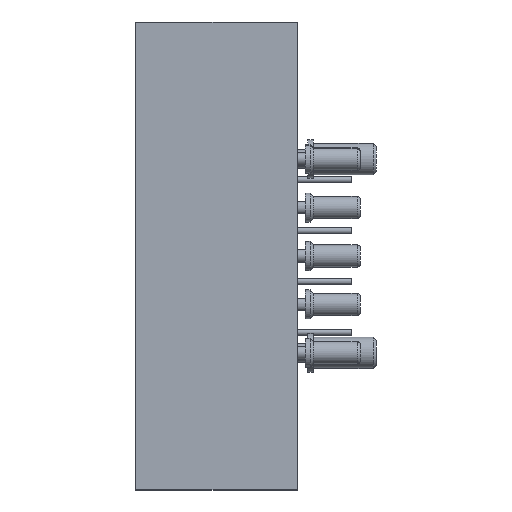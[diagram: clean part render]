
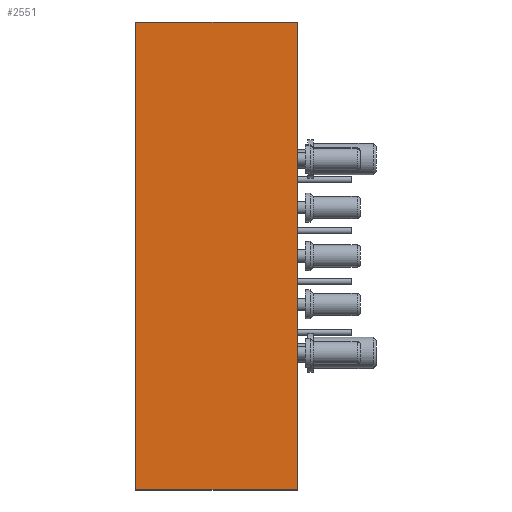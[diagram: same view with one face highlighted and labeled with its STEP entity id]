
A CAD part, left-side view. The second image highlights one B-rep face of the part: STEP entity #2551.
In plain terms, the highlighted planar face has unit normal (-1, 0, 0).
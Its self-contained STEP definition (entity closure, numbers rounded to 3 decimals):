
#59 = DIRECTION ( 'NONE',  ( 0., 0., 1. ) ) ;
#73 = CARTESIAN_POINT ( 'NONE',  ( -29.2, 12.7, -18.4 ) ) ;
#103 = CARTESIAN_POINT ( 'NONE',  ( -29.2, 0., 18.4 ) ) ;
#163 = VECTOR ( 'NONE', #2616, 1000. ) ;
#347 = CARTESIAN_POINT ( 'NONE',  ( -29.2, 12.7, -18.4 ) ) ;
#471 = ORIENTED_EDGE ( 'NONE', *, *, #1076, .F. ) ;
#570 = CARTESIAN_POINT ( 'NONE',  ( -29.2, 0., -18.4 ) ) ;
#625 = DIRECTION ( 'NONE',  ( 1., 0., 0. ) ) ;
#788 = VECTOR ( 'NONE', #59, 1000. ) ;
#926 = AXIS2_PLACEMENT_3D ( 'NONE', #347, #625, #2367 ) ;
#940 = DIRECTION ( 'NONE',  ( 0., 0., 1. ) ) ;
#1076 = EDGE_CURVE ( 'NONE', #1813, #2539, #1887, .T. ) ;
#1149 = VERTEX_POINT ( 'NONE', #103 ) ;
#1355 = LINE ( 'NONE', #2691, #3493 ) ;
#1564 = FACE_OUTER_BOUND ( 'NONE', #3507, .T. ) ;
#1593 = EDGE_CURVE ( 'NONE', #1813, #3106, #1355, .T. ) ;
#1731 = CARTESIAN_POINT ( 'NONE',  ( -29.2, 12.7, 18.4 ) ) ;
#1813 = VERTEX_POINT ( 'NONE', #1981 ) ;
#1828 = EDGE_CURVE ( 'NONE', #2539, #1149, #3711, .T. ) ;
#1887 = LINE ( 'NONE', #73, #3045 ) ;
#1981 = CARTESIAN_POINT ( 'NONE',  ( -29.2, 12.7, -18.4 ) ) ;
#2057 = ORIENTED_EDGE ( 'NONE', *, *, #1593, .T. ) ;
#2095 = EDGE_CURVE ( 'NONE', #3106, #1149, #2358, .T. ) ;
#2116 = CARTESIAN_POINT ( 'NONE',  ( -29.2, 0., -18.4 ) ) ;
#2358 = LINE ( 'NONE', #2116, #788 ) ;
#2367 = DIRECTION ( 'NONE',  ( 0., 0., -1. ) ) ;
#2539 = VERTEX_POINT ( 'NONE', #3048 ) ;
#2551 = ADVANCED_FACE ( 'NONE', ( #1564 ), #2946, .F. ) ;
#2616 = DIRECTION ( 'NONE',  ( 0., -1., 0. ) ) ;
#2691 = CARTESIAN_POINT ( 'NONE',  ( -29.2, 12.7, -18.4 ) ) ;
#2945 = ORIENTED_EDGE ( 'NONE', *, *, #1828, .F. ) ;
#2946 = PLANE ( 'NONE',  #926 ) ;
#3045 = VECTOR ( 'NONE', #940, 1000. ) ;
#3048 = CARTESIAN_POINT ( 'NONE',  ( -29.2, 12.7, 18.4 ) ) ;
#3106 = VERTEX_POINT ( 'NONE', #570 ) ;
#3206 = ORIENTED_EDGE ( 'NONE', *, *, #2095, .T. ) ;
#3493 = VECTOR ( 'NONE', #3544, 1000. ) ;
#3507 = EDGE_LOOP ( 'NONE', ( #3206, #2945, #471, #2057 ) ) ;
#3544 = DIRECTION ( 'NONE',  ( 0., -1., 0. ) ) ;
#3711 = LINE ( 'NONE', #1731, #163 ) ;
